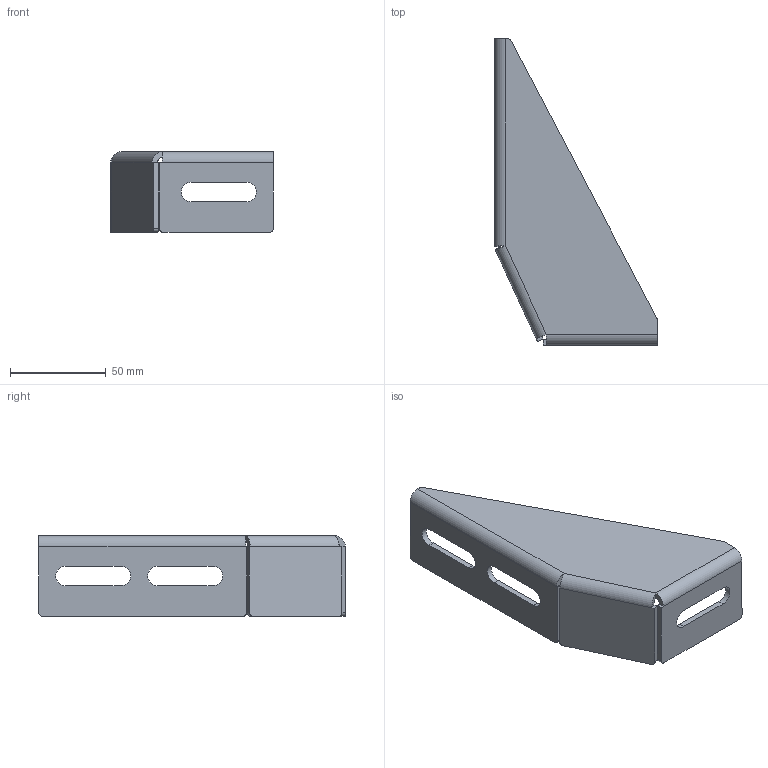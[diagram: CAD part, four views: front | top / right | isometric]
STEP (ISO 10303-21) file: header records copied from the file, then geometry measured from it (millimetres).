
FILE_DESCRIPTION (( 'STEP AP214' ), '1' );
FILE_NAME ('SNSD.30.52.42 Îïîðà ôóíäàìåíòíàÿ 40.45(E25).STEP', '2014-12-16T11:21:55', ( 'XTreme.ws' ), ( 'XTreme.ws' ), 'SwSTEP 2.0', 'SolidWorks 2014', '' );
FILE_SCHEMA (( 'AUTOMOTIVE_DESIGN' ));
Length unit declared in the file: millimetre
Products named in the file (1): SNSD.30.52.42 Îïîðà ôóíäàìåíòíàÿ 40.45(E25)
Bounding box: 85 x 160.02 x 42 mm (x, y, z)
Volume: 43311.2 mm3; surface area: 31644.1 mm2
Topology: 1 solids, 1 shells, 56 faces, 138 edges, 84 vertices
Faces by surface type: plane 36, cylinder 20
Entity records: 1676 total; most frequent: DIRECTION 292, CARTESIAN_POINT 279, ORIENTED_EDGE 276, EDGE_CURVE 138, LINE 98, VECTOR 98, AXIS2_PLACEMENT_3D 97, VERTEX_POINT 84
